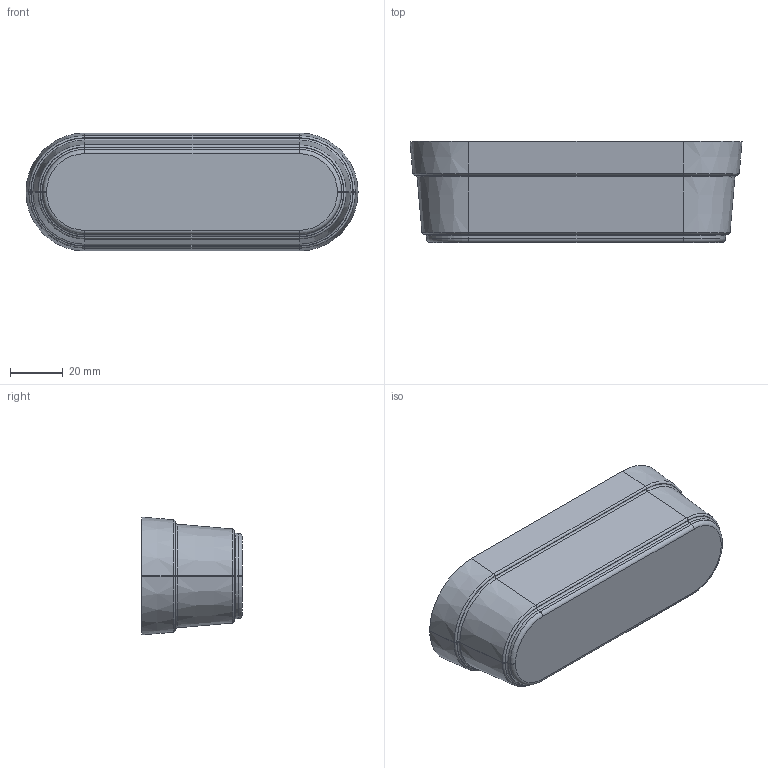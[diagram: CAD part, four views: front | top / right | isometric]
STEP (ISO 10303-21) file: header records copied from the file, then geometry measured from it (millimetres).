
FILE_DESCRIPTION (( 'STEP AP214' ), '1' );
FILE_NAME ('Vacuum_Mold_Positive.STEP', '2023-05-02T16:39:34', ( '' ), ( '' ), 'SwSTEP 2.0', 'SolidWorks 2021', '' );
FILE_SCHEMA (( 'AUTOMOTIVE_DESIGN' ));
Length unit declared in the file: inch
Products named in the file (1): Vacuum_Mold_Positive
Bounding box: 125.28 x 38.1 x 44.51 mm (x, y, z)
Volume: 45392.3 mm3; surface area: 40739.8 mm2
Topology: 1 solids, 1 shells, 130 faces, 320 edges, 200 vertices
Faces by surface type: plane 66, cone 24, torus 20, cylinder 20
Entity records: 3876 total; most frequent: CARTESIAN_POINT 699, DIRECTION 678, ORIENTED_EDGE 640, EDGE_CURVE 320, AXIS2_PLACEMENT_3D 239, VECTOR 200, VERTEX_POINT 200, LINE 200
